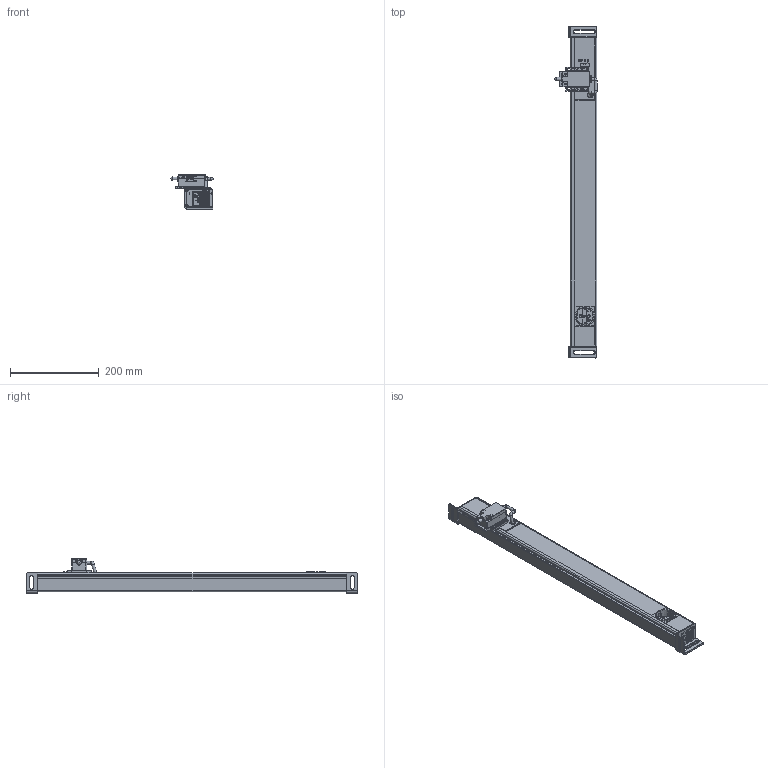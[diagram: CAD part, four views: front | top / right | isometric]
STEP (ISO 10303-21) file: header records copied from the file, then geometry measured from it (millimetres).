
FILE_DESCRIPTION(/* description */ (''),/* implementation_level */ '2;1');
FILE_NAME(/* name */ '111095_LED-A-700-SK-E-VK.stp',/* time_stamp */ '2022-05-16T16:10:03+02:00',/* author */ ('CAD'),/* organization */ (''),/* preprocessor_version */ 'ST-DEVELOPER v15.6',/* originating_system */ 'Autodesk Inventor 2015',/* authorisation */ '');
FILE_SCHEMA (('AUTOMOTIVE_DESIGN { 1 0 10303 214 3 1 1 }'));
Products named in the file (1): 111095_LED-A-700-SK-E-VK_Shrinkwrap_1
Bounding box: 95.82 x 750 x 77.2 mm (x, y, z)
Surface area: 255070.5 mm2 (no closed solid volume)
Topology: 0 solids, 78 shells, 1613 faces, 5573 edges, 3996 vertices
Faces by surface type: plane 1230, cylinder 293, cone 32, bspline 32, torus 16, sphere 10
Full cylindrical faces by diameter (mm): 1.75 x2, 4.3 x4, 4.5 x2, 6 x4, 7.9 x1, 8 x2
Entity records: 61993 total; most frequent: CARTESIAN_POINT 13491, ORIENTED_EDGE 9548, DIRECTION 9510, EDGE_CURVE 5528, LINE 4394, VECTOR 4394, VERTEX_POINT 3985, AXIS2_PLACEMENT_3D 2558
